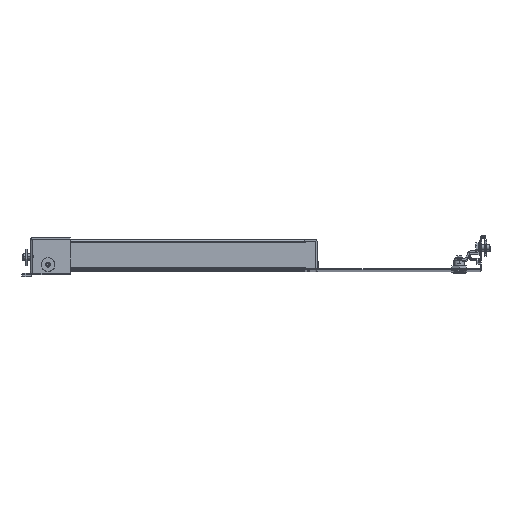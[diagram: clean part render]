
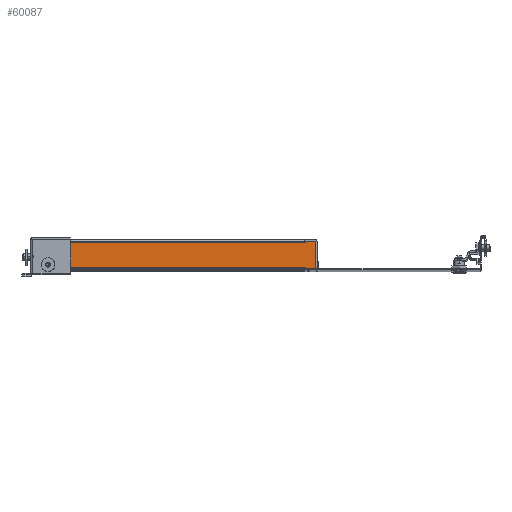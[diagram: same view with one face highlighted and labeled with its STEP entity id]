
A CAD part, top view. The second image highlights one B-rep face of the part: STEP entity #60087.
In plain terms, the highlighted planar face has unit normal (0, 0, 1).
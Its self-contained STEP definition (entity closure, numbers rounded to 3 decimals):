
#1281 = DIRECTION ( 'NONE',  ( 0., -1., 0. ) ) ;
#1609 = EDGE_CURVE ( 'NONE', #36765, #54301, #59540, .T. ) ;
#2300 = VECTOR ( 'NONE', #17397, 39.37 ) ;
#2437 = DIRECTION ( 'NONE',  ( 0., -1., 0. ) ) ;
#3040 = VERTEX_POINT ( 'NONE', #24794 ) ;
#3277 = VERTEX_POINT ( 'NONE', #59248 ) ;
#5296 = DIRECTION ( 'NONE',  ( 1., 0., 0. ) ) ;
#6103 = VECTOR ( 'NONE', #9770, 39.37 ) ;
#6534 = VERTEX_POINT ( 'NONE', #42329 ) ;
#6754 = VECTOR ( 'NONE', #42278, 39.37 ) ;
#9381 = ORIENTED_EDGE ( 'NONE', *, *, #34464, .T. ) ;
#9409 = EDGE_CURVE ( 'NONE', #10997, #36765, #23520, .T. ) ;
#9465 = LINE ( 'NONE', #28238, #6103 ) ;
#9770 = DIRECTION ( 'NONE',  ( 0., -1., 0. ) ) ;
#10014 = ORIENTED_EDGE ( 'NONE', *, *, #46050, .T. ) ;
#10114 = EDGE_CURVE ( 'NONE', #6534, #55893, #11864, .T. ) ;
#10827 = LINE ( 'NONE', #24071, #24150 ) ;
#10872 = DIRECTION ( 'NONE',  ( 1., 0., 0. ) ) ;
#10997 = VERTEX_POINT ( 'NONE', #54491 ) ;
#11864 = LINE ( 'NONE', #25717, #2300 ) ;
#11992 = ORIENTED_EDGE ( 'NONE', *, *, #47530, .T. ) ;
#12161 = VECTOR ( 'NONE', #5296, 39.37 ) ;
#12766 = DIRECTION ( 'NONE',  ( 0., 1., 0. ) ) ;
#13139 = ORIENTED_EDGE ( 'NONE', *, *, #27665, .T. ) ;
#13818 = ORIENTED_EDGE ( 'NONE', *, *, #47147, .T. ) ;
#13977 = VERTEX_POINT ( 'NONE', #40535 ) ;
#14247 = CARTESIAN_POINT ( 'NONE',  ( -18.641, -0.94, 39.248 ) ) ;
#14558 = CARTESIAN_POINT ( 'NONE',  ( -19.428, 1., 39.248 ) ) ;
#14843 = LINE ( 'NONE', #14247, #12161 ) ;
#15433 = LINE ( 'NONE', #29881, #52218 ) ;
#17141 = AXIS2_PLACEMENT_3D ( 'NONE', #20690, #20380, #20074 ) ;
#17397 = DIRECTION ( 'NONE',  ( 1., 0., 0. ) ) ;
#18314 = EDGE_CURVE ( 'NONE', #13977, #50930, #24004, .T. ) ;
#18803 = ORIENTED_EDGE ( 'NONE', *, *, #37000, .T. ) ;
#19284 = DIRECTION ( 'NONE',  ( 0., 1., 0. ) ) ;
#19286 = CARTESIAN_POINT ( 'NONE',  ( -0.787, 0.94, 39.248 ) ) ;
#19568 = VERTEX_POINT ( 'NONE', #45779 ) ;
#19580 = VECTOR ( 'NONE', #10872, 39.37 ) ;
#19656 = CARTESIAN_POINT ( 'NONE',  ( 0., 1., 39.248 ) ) ;
#20074 = DIRECTION ( 'NONE',  ( 1., 0., 0. ) ) ;
#20250 = VERTEX_POINT ( 'NONE', #29800 ) ;
#20380 = DIRECTION ( 'NONE',  ( 0., 0., 1. ) ) ;
#20626 = EDGE_CURVE ( 'NONE', #55893, #30072, #37747, .T. ) ;
#20690 = CARTESIAN_POINT ( 'NONE',  ( -19.428, -1., 39.248 ) ) ;
#20714 = LINE ( 'NONE', #49305, #27686 ) ;
#21495 = ORIENTED_EDGE ( 'NONE', *, *, #50463, .T. ) ;
#21820 = CARTESIAN_POINT ( 'NONE',  ( -0.787, 1., 39.248 ) ) ;
#23520 = LINE ( 'NONE', #57630, #6754 ) ;
#24004 = LINE ( 'NONE', #57214, #32923 ) ;
#24071 = CARTESIAN_POINT ( 'NONE',  ( -0.787, -1., 39.248 ) ) ;
#24150 = VECTOR ( 'NONE', #1281, 39.37 ) ;
#24517 = CARTESIAN_POINT ( 'NONE',  ( -18.641, -1., 39.248 ) ) ;
#24794 = CARTESIAN_POINT ( 'NONE',  ( -18.641, 1., 39.248 ) ) ;
#25087 = ORIENTED_EDGE ( 'NONE', *, *, #20626, .T. ) ;
#25717 = CARTESIAN_POINT ( 'NONE',  ( -19.428, -1., 39.248 ) ) ;
#25930 = VERTEX_POINT ( 'NONE', #43272 ) ;
#25942 = VERTEX_POINT ( 'NONE', #38643 ) ;
#27665 = EDGE_CURVE ( 'NONE', #55507, #13977, #20714, .T. ) ;
#27686 = VECTOR ( 'NONE', #31468, 39.37 ) ;
#28238 = CARTESIAN_POINT ( 'NONE',  ( -19.428, -1., 39.248 ) ) ;
#29321 = PLANE ( 'NONE',  #17141 ) ;
#29800 = CARTESIAN_POINT ( 'NONE',  ( -0.787, -0.94, 39.248 ) ) ;
#29837 = VERTEX_POINT ( 'NONE', #43280 ) ;
#29881 = CARTESIAN_POINT ( 'NONE',  ( -18.641, 1., 39.248 ) ) ;
#30072 = VERTEX_POINT ( 'NONE', #46025 ) ;
#30731 = LINE ( 'NONE', #21820, #55257 ) ;
#31468 = DIRECTION ( 'NONE',  ( -1., 0., 0. ) ) ;
#31694 = CARTESIAN_POINT ( 'NONE',  ( -18.641, -0.94, 39.248 ) ) ;
#32835 = DIRECTION ( 'NONE',  ( -1., 0., 0. ) ) ;
#32923 = VECTOR ( 'NONE', #46773, 39.37 ) ;
#33580 = DIRECTION ( 'NONE',  ( 0., 1., 0. ) ) ;
#33733 = LINE ( 'NONE', #19286, #46081 ) ;
#33952 = VECTOR ( 'NONE', #57218, 39.37 ) ;
#34464 = EDGE_CURVE ( 'NONE', #3277, #19568, #47800, .T. ) ;
#34628 = ORIENTED_EDGE ( 'NONE', *, *, #41092, .T. ) ;
#36765 = VERTEX_POINT ( 'NONE', #38217 ) ;
#37000 = EDGE_CURVE ( 'NONE', #25942, #6534, #9465, .T. ) ;
#37124 = ORIENTED_EDGE ( 'NONE', *, *, #10114, .T. ) ;
#37340 = ORIENTED_EDGE ( 'NONE', *, *, #44171, .T. ) ;
#37538 = CARTESIAN_POINT ( 'NONE',  ( -19.428, 1., 39.248 ) ) ;
#37747 = LINE ( 'NONE', #24517, #60721 ) ;
#37855 = LINE ( 'NONE', #37538, #33952 ) ;
#38217 = CARTESIAN_POINT ( 'NONE',  ( 0., -1., 39.248 ) ) ;
#38435 = CARTESIAN_POINT ( 'NONE',  ( -0.817, 0.94, 39.248 ) ) ;
#38643 = CARTESIAN_POINT ( 'NONE',  ( -19.428, 1., 39.248 ) ) ;
#38758 = CARTESIAN_POINT ( 'NONE',  ( -18.641, 0.94, 39.248 ) ) ;
#38873 = CARTESIAN_POINT ( 'NONE',  ( -19.428, -0.94, 39.248 ) ) ;
#39141 = DIRECTION ( 'NONE',  ( -1., 0., 0. ) ) ;
#39684 = ORIENTED_EDGE ( 'NONE', *, *, #1609, .T. ) ;
#40175 = EDGE_LOOP ( 'NONE', ( #45906, #13139, #59894, #37340, #34628, #18803, #37124, #25087, #13818, #9381, #11992, #44112, #46874, #39684, #21495, #10014 ) ) ;
#40535 = CARTESIAN_POINT ( 'NONE',  ( -18.611, 0.94, 39.248 ) ) ;
#41092 = EDGE_CURVE ( 'NONE', #3040, #25942, #37855, .T. ) ;
#42278 = DIRECTION ( 'NONE',  ( 1., 0., 0. ) ) ;
#42329 = CARTESIAN_POINT ( 'NONE',  ( -19.428, -1., 39.248 ) ) ;
#42852 = LINE ( 'NONE', #14558, #50729 ) ;
#43272 = CARTESIAN_POINT ( 'NONE',  ( -0.787, 0.94, 39.248 ) ) ;
#43280 = CARTESIAN_POINT ( 'NONE',  ( -0.787, 1., 39.248 ) ) ;
#43734 = EDGE_CURVE ( 'NONE', #25930, #55507, #33733, .T. ) ;
#44112 = ORIENTED_EDGE ( 'NONE', *, *, #49156, .T. ) ;
#44171 = EDGE_CURVE ( 'NONE', #50930, #3040, #15433, .T. ) ;
#45779 = CARTESIAN_POINT ( 'NONE',  ( -0.817, -0.94, 39.248 ) ) ;
#45906 = ORIENTED_EDGE ( 'NONE', *, *, #43734, .T. ) ;
#46025 = CARTESIAN_POINT ( 'NONE',  ( -18.641, -0.94, 39.248 ) ) ;
#46050 = EDGE_CURVE ( 'NONE', #29837, #25930, #30731, .T. ) ;
#46081 = VECTOR ( 'NONE', #32835, 39.37 ) ;
#46323 = CARTESIAN_POINT ( 'NONE',  ( -18.641, -1., 39.248 ) ) ;
#46773 = DIRECTION ( 'NONE',  ( -1., 0., 0. ) ) ;
#46874 = ORIENTED_EDGE ( 'NONE', *, *, #9409, .T. ) ;
#47147 = EDGE_CURVE ( 'NONE', #30072, #3277, #14843, .T. ) ;
#47530 = EDGE_CURVE ( 'NONE', #19568, #20250, #55100, .T. ) ;
#47800 = LINE ( 'NONE', #38873, #19580 ) ;
#49156 = EDGE_CURVE ( 'NONE', #20250, #10997, #10827, .T. ) ;
#49305 = CARTESIAN_POINT ( 'NONE',  ( -19.428, 0.94, 39.248 ) ) ;
#49533 = VECTOR ( 'NONE', #50473, 39.37 ) ;
#50463 = EDGE_CURVE ( 'NONE', #54301, #29837, #42852, .T. ) ;
#50473 = DIRECTION ( 'NONE',  ( 1., 0., 0. ) ) ;
#50729 = VECTOR ( 'NONE', #39141, 39.37 ) ;
#50734 = VECTOR ( 'NONE', #12766, 39.37 ) ;
#50930 = VERTEX_POINT ( 'NONE', #38758 ) ;
#52218 = VECTOR ( 'NONE', #33580, 39.37 ) ;
#53296 = FACE_OUTER_BOUND ( 'NONE', #40175, .T. ) ;
#54301 = VERTEX_POINT ( 'NONE', #19656 ) ;
#54491 = CARTESIAN_POINT ( 'NONE',  ( -0.787, -1., 39.248 ) ) ;
#54925 = CARTESIAN_POINT ( 'NONE',  ( 0., -1., 39.248 ) ) ;
#55100 = LINE ( 'NONE', #31694, #49533 ) ;
#55257 = VECTOR ( 'NONE', #2437, 39.37 ) ;
#55507 = VERTEX_POINT ( 'NONE', #38435 ) ;
#55893 = VERTEX_POINT ( 'NONE', #46323 ) ;
#57214 = CARTESIAN_POINT ( 'NONE',  ( -0.787, 0.94, 39.248 ) ) ;
#57218 = DIRECTION ( 'NONE',  ( -1., 0., 0. ) ) ;
#57630 = CARTESIAN_POINT ( 'NONE',  ( -19.428, -1., 39.248 ) ) ;
#59248 = CARTESIAN_POINT ( 'NONE',  ( -18.611, -0.94, 39.248 ) ) ;
#59540 = LINE ( 'NONE', #54925, #50734 ) ;
#59894 = ORIENTED_EDGE ( 'NONE', *, *, #18314, .T. ) ;
#60087 = ADVANCED_FACE ( 'NONE', ( #53296 ), #29321, .T. ) ;
#60721 = VECTOR ( 'NONE', #19284, 39.37 ) ;
